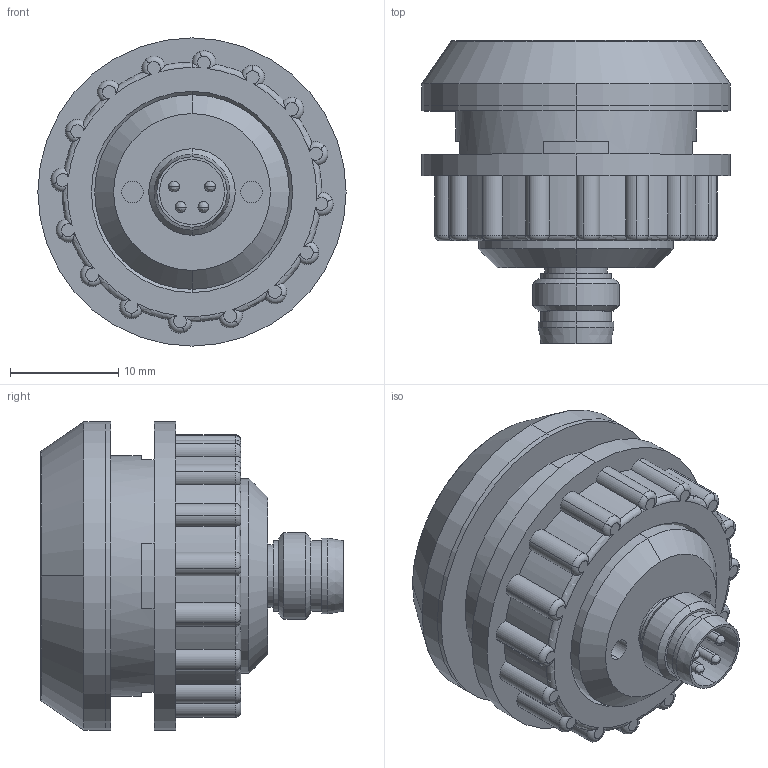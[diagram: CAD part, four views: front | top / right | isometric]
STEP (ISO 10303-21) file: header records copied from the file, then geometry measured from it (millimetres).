
FILE_DESCRIPTION (( 'STEP AP203' ), '1' );
FILE_NAME ('CHT12-159P-64.step', '2020-02-06T12:01:00', ( '' ), ( '' ), 'SwSTEP 2.0', 'SolidWorks 2019', '' );
FILE_SCHEMA (( 'CONFIG_CONTROL_DESIGN' ));
Length unit declared in the file: millimetre
Products named in the file (1): CHT12-159P-64
Bounding box: 28.5 x 28 x 28.5 mm (x, y, z)
Volume: 10506 mm3; surface area: 7380.8 mm2
Topology: 10 solids, 10 shells, 212 faces, 492 edges, 304 vertices
Faces by surface type: cylinder 97, torus 49, plane 40, cone 16, bspline 10
Entity records: 6470 total; most frequent: CARTESIAN_POINT 1445, DIRECTION 1165, ORIENTED_EDGE 968, AXIS2_PLACEMENT_3D 512, EDGE_CURVE 484, CIRCLE 309, VERTEX_POINT 304, EDGE_LOOP 228
